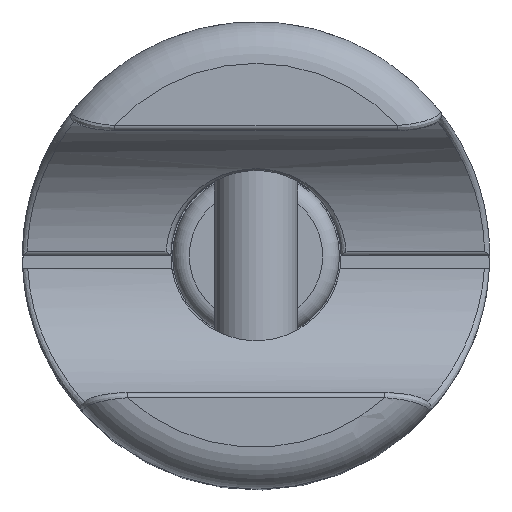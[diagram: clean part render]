
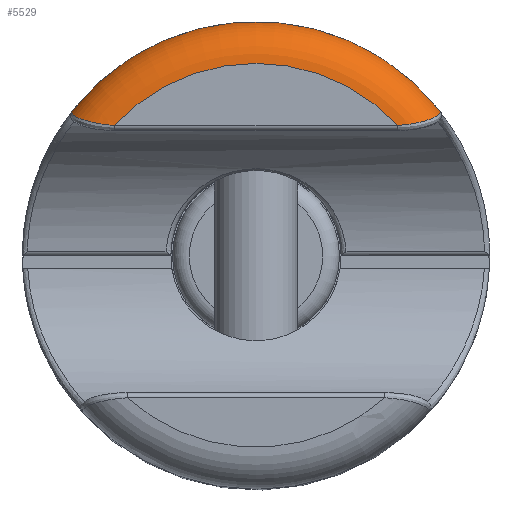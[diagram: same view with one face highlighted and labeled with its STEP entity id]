
A CAD part, top view. The second image highlights one B-rep face of the part: STEP entity #5529.
In plain terms, the highlighted toroidal (fillet/blend) face has major radius 11.5 mm and minor radius 2.5 mm.
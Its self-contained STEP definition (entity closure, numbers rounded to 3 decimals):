
#234 = CARTESIAN_POINT ( 'NONE',  ( 8.817, 8.554, 11.5 ) ) ;
#428 = CARTESIAN_POINT ( 'NONE',  ( 11.021, 9.236, 9.688 ) ) ;
#678 = AXIS2_PLACEMENT_3D ( 'NONE', #16890, #4757, #15497 ) ;
#1170 = CARTESIAN_POINT ( 'NONE',  ( 0., 0.75, 9. ) ) ;
#1187 = CARTESIAN_POINT ( 'NONE',  ( -10.796, 9.067, 10.324 ) ) ;
#1272 = EDGE_CURVE ( 'NONE', #13463, #17680, #1933, .T. ) ;
#1385 = ORIENTED_EDGE ( 'NONE', *, *, #18647, .T. ) ;
#1743 = CARTESIAN_POINT ( 'NONE',  ( 10.793, 9.065, 10.329 ) ) ;
#1877 = CARTESIAN_POINT ( 'NONE',  ( 9.649, 8.682, 11.3 ) ) ;
#1933 = B_SPLINE_CURVE_WITH_KNOTS ( 'NONE', 3,
 ( #16097, #2628, #17742, #13187, #4157, #6942, #1187, #17500, #8449, #11573, #19023, #9987, #11501, #17628, #2512, #8567 ),
 .UNSPECIFIED., .F., .F.,
 ( 4, 2, 2, 2, 2, 2, 2, 4 ),
 ( 0., 0.001, 0.001, 0.002, 0.002, 0.003, 0.003, 0.004 ),
 .UNSPECIFIED. ) ;
#2512 = CARTESIAN_POINT ( 'NONE',  ( -8.817, 8.554, 11.5 ) ) ;
#2628 = CARTESIAN_POINT ( 'NONE',  ( -11.057, 9.337, 9.173 ) ) ;
#3272 = CARTESIAN_POINT ( 'NONE',  ( 11.057, 9.337, 9.174 ) ) ;
#4157 = CARTESIAN_POINT ( 'NONE',  ( -10.984, 9.197, 9.854 ) ) ;
#4757 = DIRECTION ( 'NONE',  ( 0., 0., -1. ) ) ;
#4981 = ORIENTED_EDGE ( 'NONE', *, *, #1272, .T. ) ;
#4983 = CARTESIAN_POINT ( 'NONE',  ( 10.246, 8.837, 10.966 ) ) ;
#5529 = ADVANCED_FACE ( 'NONE', ( #16025 ), #16486, .T. ) ;
#5668 = AXIS2_PLACEMENT_3D ( 'NONE', #1170, #5714, #16276 ) ;
#5714 = DIRECTION ( 'NONE',  ( 0., 0., 1. ) ) ;
#6440 = CARTESIAN_POINT ( 'NONE',  ( 9.81, 8.717, 11.232 ) ) ;
#6514 = CARTESIAN_POINT ( 'NONE',  ( 10.983, 9.196, 9.856 ) ) ;
#6538 = ORIENTED_EDGE ( 'NONE', *, *, #7675, .F. ) ;
#6584 = VERTEX_POINT ( 'NONE', #18903 ) ;
#6649 = B_SPLINE_CURVE_WITH_KNOTS ( 'NONE', 3,
 ( #12506, #234, #9469, #1877, #6440, #10807, #4983, #7939, #15351, #1743, #15539, #6514, #428, #12309, #3272, #12247 ),
 .UNSPECIFIED., .F., .F.,
 ( 4, 2, 2, 2, 2, 2, 2, 4 ),
 ( 0., 0.001, 0.002, 0.002, 0.003, 0.003, 0.004, 0.004 ),
 .UNSPECIFIED. ) ;
#6942 = CARTESIAN_POINT ( 'NONE',  ( -10.871, 9.112, 10.172 ) ) ;
#6957 = EDGE_LOOP ( 'NONE', ( #15794, #4981, #6538, #1385 ) ) ;
#7675 = EDGE_CURVE ( 'NONE', #11201, #17680, #8463, .T. ) ;
#7886 = CARTESIAN_POINT ( 'NONE',  ( -11.037, 9.363, 9. ) ) ;
#7939 = CARTESIAN_POINT ( 'NONE',  ( 10.497, 8.927, 10.737 ) ) ;
#8449 = CARTESIAN_POINT ( 'NONE',  ( -10.5, 8.928, 10.734 ) ) ;
#8463 = CIRCLE ( 'NONE', #17689, 11.5 ) ;
#8567 = CARTESIAN_POINT ( 'NONE',  ( -8.467, 8.532, 11.5 ) ) ;
#8927 = DIRECTION ( 'NONE',  ( 1., 0., 0. ) ) ;
#9469 = CARTESIAN_POINT ( 'NONE',  ( 9.158, 8.593, 11.457 ) ) ;
#9987 = CARTESIAN_POINT ( 'NONE',  ( -9.815, 8.718, 11.23 ) ) ;
#10807 = CARTESIAN_POINT ( 'NONE',  ( 10.107, 8.794, 11.066 ) ) ;
#11201 = VERTEX_POINT ( 'NONE', #19069 ) ;
#11501 = CARTESIAN_POINT ( 'NONE',  ( -9.655, 8.683, 11.298 ) ) ;
#11573 = CARTESIAN_POINT ( 'NONE',  ( -10.251, 8.839, 10.963 ) ) ;
#12247 = CARTESIAN_POINT ( 'NONE',  ( 11.037, 9.363, 9. ) ) ;
#12309 = CARTESIAN_POINT ( 'NONE',  ( 11.058, 9.307, 9.346 ) ) ;
#12506 = CARTESIAN_POINT ( 'NONE',  ( 8.467, 8.532, 11.5 ) ) ;
#12542 = CIRCLE ( 'NONE', #678, 14. ) ;
#12794 = CARTESIAN_POINT ( 'NONE',  ( -8.467, 8.532, 11.5 ) ) ;
#13187 = CARTESIAN_POINT ( 'NONE',  ( -11.022, 9.237, 9.685 ) ) ;
#13463 = VERTEX_POINT ( 'NONE', #7886 ) ;
#15351 = CARTESIAN_POINT ( 'NONE',  ( 10.606, 8.973, 10.61 ) ) ;
#15497 = DIRECTION ( 'NONE',  ( 1., 0., 0. ) ) ;
#15539 = CARTESIAN_POINT ( 'NONE',  ( 10.87, 9.111, 10.175 ) ) ;
#15794 = ORIENTED_EDGE ( 'NONE', *, *, #16001, .F. ) ;
#16001 = EDGE_CURVE ( 'NONE', #13463, #6584, #12542, .T. ) ;
#16025 = FACE_OUTER_BOUND ( 'NONE', #6957, .T. ) ;
#16097 = CARTESIAN_POINT ( 'NONE',  ( -11.037, 9.363, 9. ) ) ;
#16276 = DIRECTION ( 'NONE',  ( 1., 0., 0. ) ) ;
#16486 = TOROIDAL_SURFACE ( 'NONE', #5668, 11.5, 2.5 ) ;
#16890 = CARTESIAN_POINT ( 'NONE',  ( 0., 0.75, 9. ) ) ;
#17500 = CARTESIAN_POINT ( 'NONE',  ( -10.609, 8.974, 10.607 ) ) ;
#17628 = CARTESIAN_POINT ( 'NONE',  ( -9.164, 8.594, 11.456 ) ) ;
#17680 = VERTEX_POINT ( 'NONE', #12794 ) ;
#17689 = AXIS2_PLACEMENT_3D ( 'NONE', #17771, #17710, #8927 ) ;
#17710 = DIRECTION ( 'NONE',  ( 0., 0., 1. ) ) ;
#17742 = CARTESIAN_POINT ( 'NONE',  ( -11.058, 9.307, 9.345 ) ) ;
#17771 = CARTESIAN_POINT ( 'NONE',  ( 0., 0.75, 11.5 ) ) ;
#18647 = EDGE_CURVE ( 'NONE', #11201, #6584, #6649, .T. ) ;
#18903 = CARTESIAN_POINT ( 'NONE',  ( 11.037, 9.363, 9. ) ) ;
#19023 = CARTESIAN_POINT ( 'NONE',  ( -10.111, 8.796, 11.063 ) ) ;
#19069 = CARTESIAN_POINT ( 'NONE',  ( 8.467, 8.532, 11.5 ) ) ;
